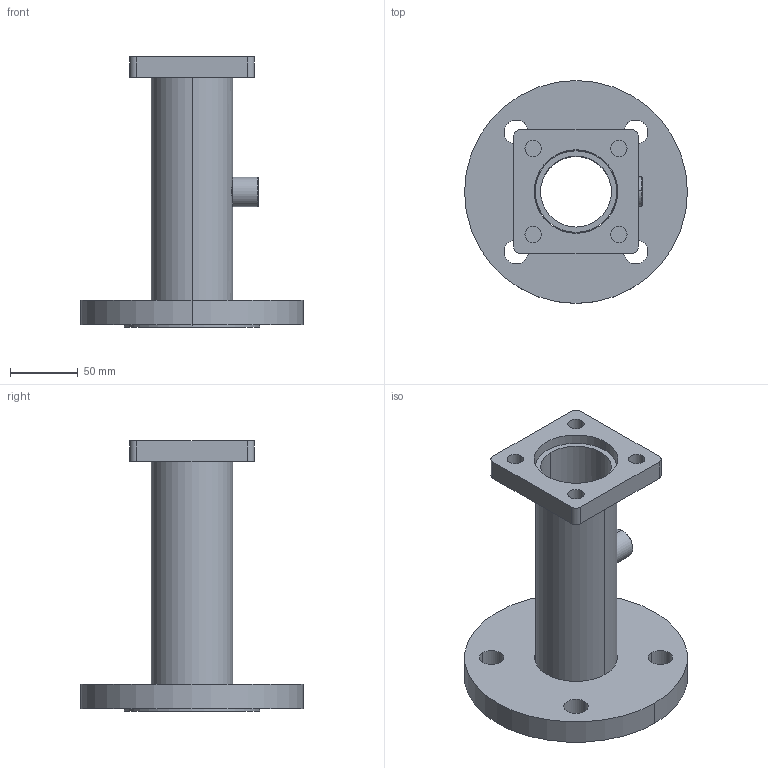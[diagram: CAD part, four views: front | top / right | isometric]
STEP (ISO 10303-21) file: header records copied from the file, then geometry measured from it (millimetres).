
FILE_DESCRIPTION (( 'STEP AP203' ), '1' );
FILE_NAME ('3674-45_REV_.step', '2026-02-06T22:18:45', ( '' ), ( '' ), 'SwSTEP 2.0', 'SolidWorks 2025', '' );
FILE_SCHEMA (( 'CONFIG_CONTROL_DESIGN' ));
Length unit declared in the file: millimetre
Products named in the file (5): OEM-3_8-BSPP-3000-316L; 3674-45-11_Default<As Machined>; 3674-35-10_MACHINED; 3674-45_REV_; OEM-50-PN10-SO-316L
Assembly tree (4 placements, depth 2):
  3674-45_REV_
    3674-35-10_MACHINED
    3674-45-11_Default<As Machined>
    OEM-50-PN10-SO-316L
    OEM-3_8-BSPP-3000-316L
Bounding box: 165 x 165 x 200 mm (x, y, z)
Volume: 535037.5 mm3; surface area: 143158.9 mm2
Topology: 4 solids, 4 shells, 53 faces, 130 edges, 86 vertices
Faces by surface type: cylinder 38, plane 13, cone 2
Entity records: 2344 total; most frequent: CARTESIAN_POINT 451, DIRECTION 320, ORIENTED_EDGE 260, AXIS2_PLACEMENT_3D 134, EDGE_CURVE 130, VERTEX_POINT 86, EDGE_LOOP 80, CIRCLE 74
